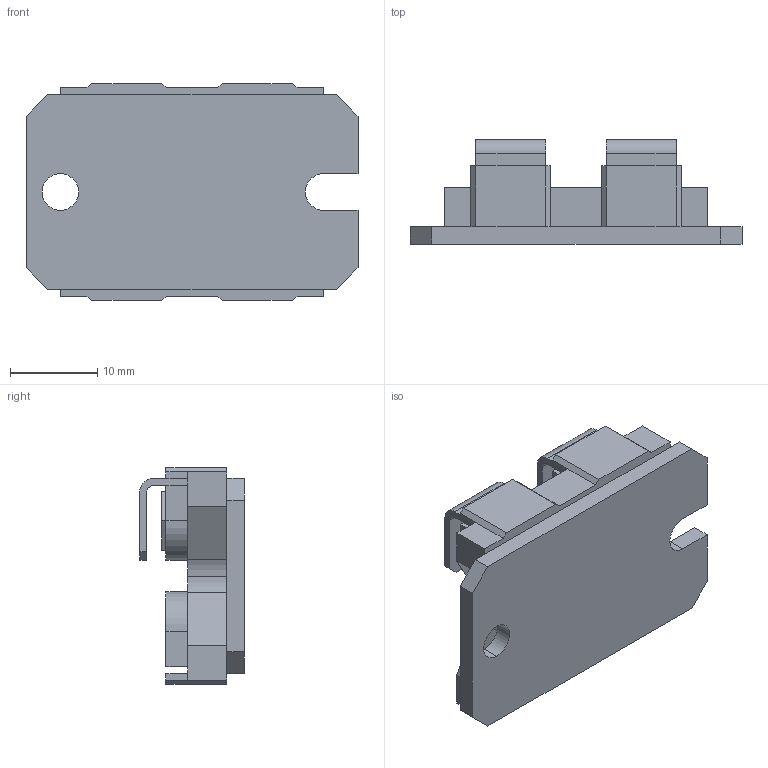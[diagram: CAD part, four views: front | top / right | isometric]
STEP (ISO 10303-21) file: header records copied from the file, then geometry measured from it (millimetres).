
FILE_DESCRIPTION (( 'STEP AP214' ), '1' );
FILE_NAME ('User Library-TGHLV10R0JE.STEP', '2016-11-27T01:04:58', ( 'Windows User' ), ( '' ), 'SwSTEP 2.0', 'SolidWorks 2016', '' );
FILE_SCHEMA (( 'AUTOMOTIVE_DESIGN' ));
Length unit declared in the file: millimetre
Products named in the file (1): User Library-TGHLV10R0JE
Bounding box: 38.1 x 12 x 24.9 mm (x, y, z)
Volume: 5317.2 mm3; surface area: 3756 mm2
Topology: 1 solids, 1 shells, 166 faces, 442 edges, 288 vertices
Faces by surface type: plane 141, cylinder 25
Entity records: 6948 total; most frequent: CARTESIAN_POINT 897, ORIENTED_EDGE 884, DIRECTION 826, EDGE_CURVE 442, LINE 392, VECTOR 392, VERTEX_POINT 288, AXIS2_PLACEMENT_3D 217
